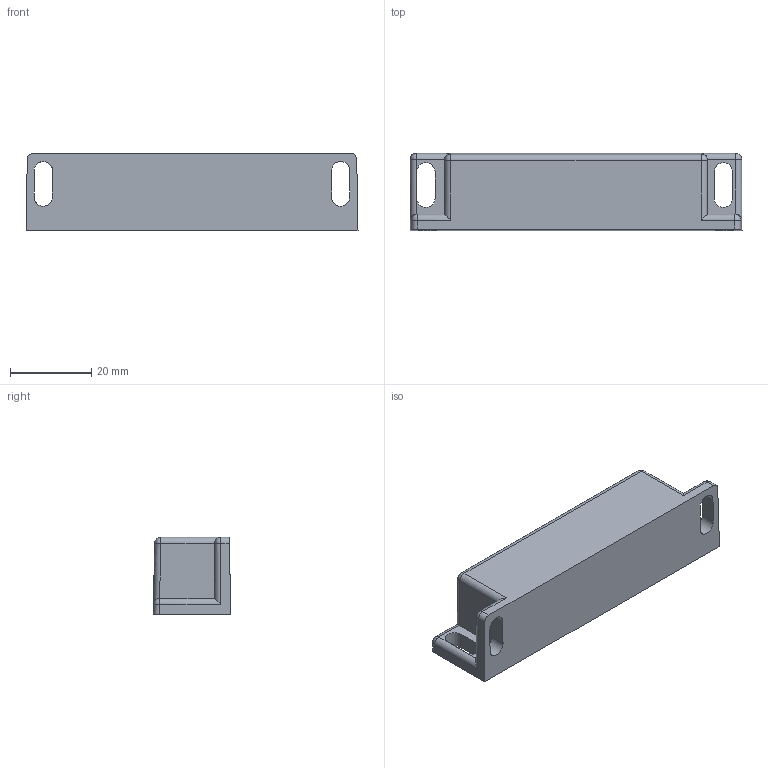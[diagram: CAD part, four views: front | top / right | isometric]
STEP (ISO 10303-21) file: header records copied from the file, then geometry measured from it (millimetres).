
FILE_DESCRIPTION (( 'STEP AP214' ), '1' );
FILE_NAME ('356.701.1 (MS6 SS AP214).STEP', '2010-05-13T10:32:13', ( ' ' ), ( ' ' ), 'SwSTEP 2.0', 'SolidWorks 2004231', '' );
FILE_SCHEMA (( 'AUTOMOTIVE_DESIGN' ));
Length unit declared in the file: millimetre
Products named in the file (2): 356.701.1 (MS6 SS AP214); 356.701.1 (MS6 SS Act)
Assembly tree (1 placements, depth 2):
  356.701.1 (MS6 SS AP214)
    356.701.1 (MS6 SS Act)
Bounding box: 81.5 x 19 x 19 mm (x, y, z)
Volume: 24293.3 mm3; surface area: 6750.9 mm2
Topology: 1 solids, 1 shells, 51 faces, 129 edges, 78 vertices
Faces by surface type: cylinder 25, plane 20, sphere 6
Entity records: 2123 total; most frequent: CARTESIAN_POINT 314, ORIENTED_EDGE 254, DIRECTION 249, EDGE_CURVE 127, AXIS2_PLACEMENT_3D 85, VECTOR 79, LINE 79, VERTEX_POINT 78
